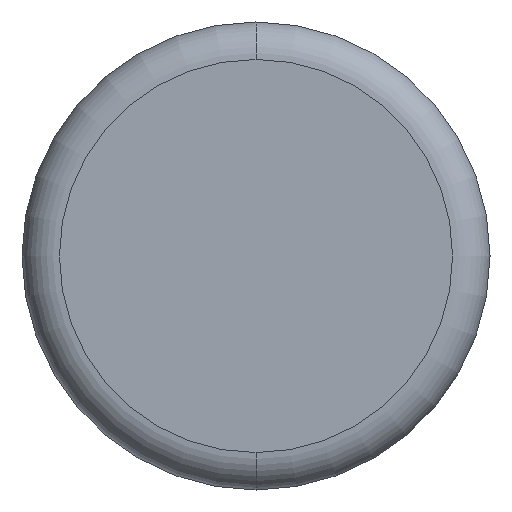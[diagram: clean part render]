
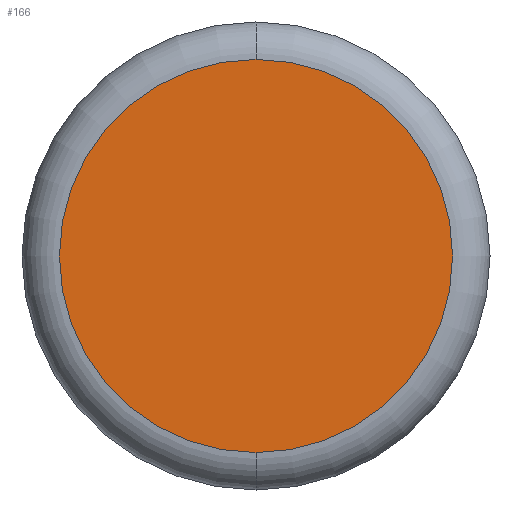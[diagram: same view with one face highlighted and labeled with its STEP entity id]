
A CAD part, front view. The second image highlights one B-rep face of the part: STEP entity #166.
In plain terms, the highlighted planar face has unit normal (0, -1, 0).
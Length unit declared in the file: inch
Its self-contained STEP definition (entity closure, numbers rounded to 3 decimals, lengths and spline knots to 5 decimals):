
#4 = VERTEX_POINT ( 'NONE', #369 ) ;
#22 = EDGE_LOOP ( 'NONE', ( #65, #86 ) ) ;
#55 = CARTESIAN_POINT ( 'NONE',  ( 0., 0., 0. ) ) ;
#65 = ORIENTED_EDGE ( 'NONE', *, *, #342, .T. ) ;
#77 = AXIS2_PLACEMENT_3D ( 'NONE', #198, #329, #135 ) ;
#85 = DIRECTION ( 'NONE',  ( 0., 0., -1. ) ) ;
#86 = ORIENTED_EDGE ( 'NONE', *, *, #324, .T. ) ;
#94 = AXIS2_PLACEMENT_3D ( 'NONE', #153, #303, #267 ) ;
#101 = FACE_OUTER_BOUND ( 'NONE', #22, .T. ) ;
#113 = AXIS2_PLACEMENT_3D ( 'NONE', #55, #173, #85 ) ;
#135 = DIRECTION ( 'NONE',  ( 0., 0., -1. ) ) ;
#153 = CARTESIAN_POINT ( 'NONE',  ( 0., 0., 0. ) ) ;
#166 = ADVANCED_FACE ( 'NONE', ( #101 ), #346, .T. ) ;
#173 = DIRECTION ( 'NONE',  ( 0., -1., 0. ) ) ;
#198 = CARTESIAN_POINT ( 'NONE',  ( 0., 0., 0. ) ) ;
#267 = DIRECTION ( 'NONE',  ( 0., 0., -1. ) ) ;
#280 = CIRCLE ( 'NONE', #113, 0.315 ) ;
#302 = CARTESIAN_POINT ( 'NONE',  ( 0., 0., 0.315 ) ) ;
#303 = DIRECTION ( 'NONE',  ( 0., -1., 0. ) ) ;
#305 = VERTEX_POINT ( 'NONE', #302 ) ;
#324 = EDGE_CURVE ( 'NONE', #305, #4, #280, .T. ) ;
#329 = DIRECTION ( 'NONE',  ( 0., -1., 0. ) ) ;
#342 = EDGE_CURVE ( 'NONE', #4, #305, #395, .T. ) ;
#346 = PLANE ( 'NONE',  #77 ) ;
#369 = CARTESIAN_POINT ( 'NONE',  ( 0., 0., -0.315 ) ) ;
#395 = CIRCLE ( 'NONE', #94, 0.315 ) ;
